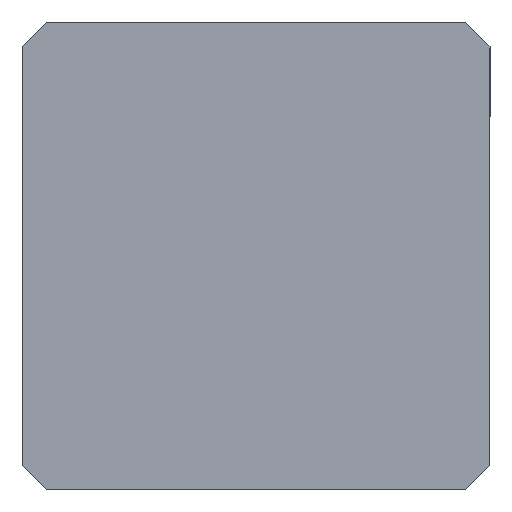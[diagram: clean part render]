
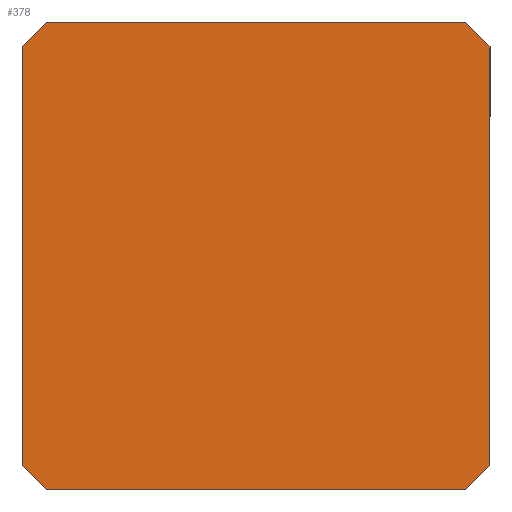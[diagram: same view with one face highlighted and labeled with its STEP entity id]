
A CAD part, front view. The second image highlights one B-rep face of the part: STEP entity #378.
In plain terms, the highlighted planar face has unit normal (0, -1, 0).
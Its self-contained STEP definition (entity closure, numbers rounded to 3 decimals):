
#33=FACE_OUTER_BOUND('',#54,.T.);
#54=EDGE_LOOP('',(#317,#318,#319,#320,#321,#322,#323,#324));
#64=LINE('',#521,#113);
#71=LINE('',#536,#120);
#85=LINE('',#565,#134);
#92=LINE('',#579,#141);
#104=LINE('',#605,#153);
#105=LINE('',#606,#154);
#106=LINE('',#607,#155);
#107=LINE('',#608,#156);
#113=VECTOR('',#422,1.);
#120=VECTOR('',#431,1.);
#134=VECTOR('',#451,1.);
#141=VECTOR('',#460,1.);
#153=VECTOR('',#494,1.);
#154=VECTOR('',#495,1.);
#155=VECTOR('',#496,1.);
#156=VECTOR('',#497,1.);
#162=VERTEX_POINT('',#518);
#163=VERTEX_POINT('',#520);
#169=VERTEX_POINT('',#533);
#170=VERTEX_POINT('',#535);
#181=VERTEX_POINT('',#562);
#182=VERTEX_POINT('',#564);
#187=VERTEX_POINT('',#576);
#188=VERTEX_POINT('',#578);
#196=EDGE_CURVE('',#163,#162,#64,.T.);
#203=EDGE_CURVE('',#169,#170,#71,.T.);
#218=EDGE_CURVE('',#182,#181,#85,.T.);
#225=EDGE_CURVE('',#188,#187,#92,.T.);
#238=EDGE_CURVE('',#181,#188,#104,.T.);
#239=EDGE_CURVE('',#187,#163,#105,.T.);
#240=EDGE_CURVE('',#162,#170,#106,.T.);
#241=EDGE_CURVE('',#169,#182,#107,.T.);
#317=ORIENTED_EDGE('',*,*,#218,.T.);
#318=ORIENTED_EDGE('',*,*,#238,.T.);
#319=ORIENTED_EDGE('',*,*,#225,.T.);
#320=ORIENTED_EDGE('',*,*,#239,.T.);
#321=ORIENTED_EDGE('',*,*,#196,.T.);
#322=ORIENTED_EDGE('',*,*,#240,.T.);
#323=ORIENTED_EDGE('',*,*,#203,.F.);
#324=ORIENTED_EDGE('',*,*,#241,.T.);
#358=PLANE('',#408);
#378=ADVANCED_FACE('',(#33),#358,.T.);
#408=AXIS2_PLACEMENT_3D('',#604,#492,#493);
#422=DIRECTION('',(1.,0.,0.));
#431=DIRECTION('',(0.,0.,-1.));
#451=DIRECTION('',(-1.,0.,0.));
#460=DIRECTION('',(0.,0.,-1.));
#492=DIRECTION('center_axis',(0.,-1.,0.));
#493=DIRECTION('ref_axis',(0.,0.,-1.));
#494=DIRECTION('',(-0.707,0.,-0.707));
#495=DIRECTION('',(0.707,0.,-0.707));
#496=DIRECTION('',(0.707,0.,0.707));
#497=DIRECTION('',(-0.707,0.,0.707));
#518=CARTESIAN_POINT('',(351.5,36.,1257.5));
#520=CARTESIAN_POINT('',(248.5,36.,1257.5));
#521=CARTESIAN_POINT('',(248.5,36.,1257.5));
#533=CARTESIAN_POINT('',(357.5,36.,1366.5));
#535=CARTESIAN_POINT('',(357.5,36.,1263.5));
#536=CARTESIAN_POINT('',(357.5,36.,1366.5));
#562=CARTESIAN_POINT('',(248.5,36.,1372.5));
#564=CARTESIAN_POINT('',(351.5,36.,1372.5));
#565=CARTESIAN_POINT('',(351.5,36.,1372.5));
#576=CARTESIAN_POINT('',(242.5,36.,1263.5));
#578=CARTESIAN_POINT('',(242.5,36.,1366.5));
#579=CARTESIAN_POINT('',(242.5,36.,1366.5));
#604=CARTESIAN_POINT('Origin',(363.25,36.,1251.75));
#605=CARTESIAN_POINT('',(248.5,36.,1372.5));
#606=CARTESIAN_POINT('',(242.5,36.,1263.5));
#607=CARTESIAN_POINT('',(351.5,36.,1257.5));
#608=CARTESIAN_POINT('',(357.5,36.,1366.5));
